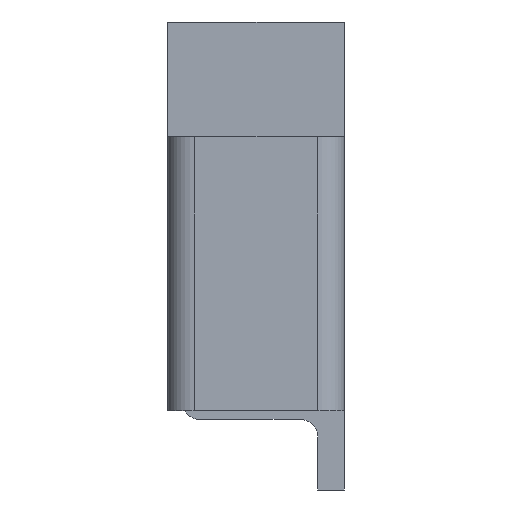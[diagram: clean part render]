
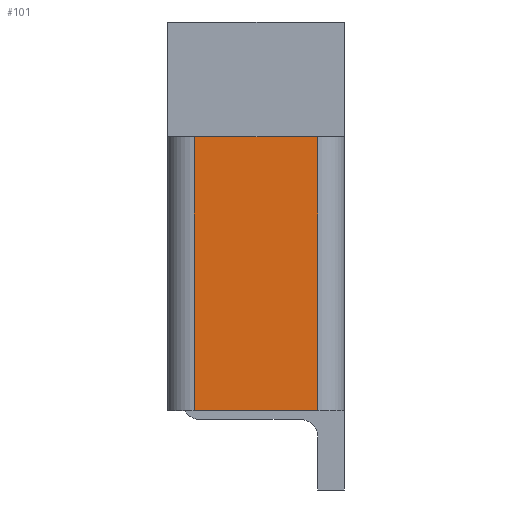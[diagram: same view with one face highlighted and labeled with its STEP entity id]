
A CAD part, left-side view. The second image highlights one B-rep face of the part: STEP entity #101.
In plain terms, the highlighted planar face has unit normal (-1, 0, 0).
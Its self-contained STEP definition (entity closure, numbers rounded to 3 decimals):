
#101=ADVANCED_FACE('',(#1178),#1179,.T.);
#1178=FACE_OUTER_BOUND('',#3240,.T.);
#1179=PLANE('',#3241);
#3240=EDGE_LOOP('',(#5969,#5970,#5971,#5972));
#3241=AXIS2_PLACEMENT_3D('',#5973,#5974,#5975);
#5969=ORIENTED_EDGE('',*,*,#14473,.F.);
#5970=ORIENTED_EDGE('',*,*,#14478,.F.);
#5971=ORIENTED_EDGE('',*,*,#14479,.T.);
#5972=ORIENTED_EDGE('',*,*,#14477,.F.);
#5973=CARTESIAN_POINT('',(-9.8,-1.0,-4.4));
#5974=DIRECTION('',(-1.0,0.0,0.0));
#5975=DIRECTION('',(0.0,0.0,1.0));
#14473=EDGE_CURVE('',#17707,#17709,#17710,.T.);
#14477=EDGE_CURVE('',#17709,#17713,#17716,.T.);
#14478=EDGE_CURVE('',#17717,#17707,#17718,.T.);
#14479=EDGE_CURVE('',#17717,#17713,#17719,.T.);
#17707=VERTEX_POINT('',#22919);
#17709=VERTEX_POINT('',#22921);
#17710=LINE('',#22922,#22923);
#17713=VERTEX_POINT('',#22926);
#17716=LINE('',#22930,#22931);
#17717=VERTEX_POINT('',#22932);
#17718=LINE('',#22933,#22934);
#17719=LINE('',#22935,#22936);
#22919=CARTESIAN_POINT('',(-9.8,-0.7,-4.4));
#22921=CARTESIAN_POINT('',(-9.8,0.7,-4.4));
#22922=CARTESIAN_POINT('',(-9.8,-0.7,-4.4));
#22923=VECTOR('',#29467,1.4);
#22926=CARTESIAN_POINT('',(-9.8,0.7,-1.3));
#22930=CARTESIAN_POINT('',(-9.8,0.7,-4.4));
#22931=VECTOR('',#29475,3.1);
#22932=CARTESIAN_POINT('',(-9.8,-0.7,-1.3));
#22933=CARTESIAN_POINT('',(-9.8,-0.7,-1.3));
#22934=VECTOR('',#29476,3.1);
#22935=CARTESIAN_POINT('',(-9.8,-0.7,-1.3));
#22936=VECTOR('',#29477,1.4);
#29467=DIRECTION('',(0.0,1.0,0.0));
#29475=DIRECTION('',(0.0,0.0,1.0));
#29476=DIRECTION('',(0.0,0.0,-1.0));
#29477=DIRECTION('',(0.0,1.0,0.0));
